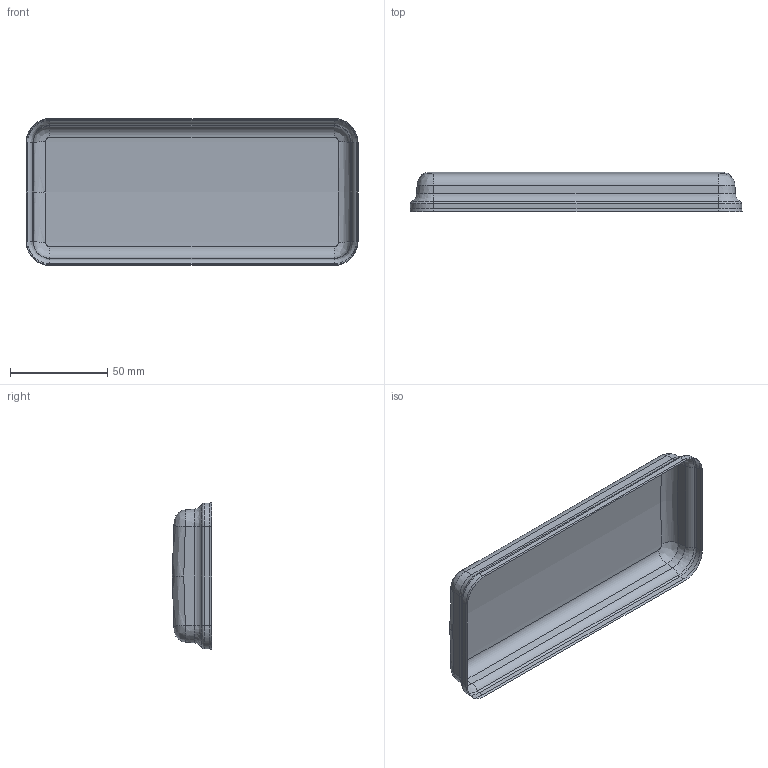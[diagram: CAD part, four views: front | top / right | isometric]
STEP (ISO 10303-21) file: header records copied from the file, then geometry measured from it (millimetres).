
FILE_DESCRIPTION (( 'STEP AP203' ), '1' );
FILE_NAME ('1030-TOP-002.STEP', '2005-05-05T22:59:03', ( ' ' ), ( ' ' ), 'SwSTEP 2.0', 'SolidWorks 2004286', '' );
FILE_SCHEMA (( 'CONFIG_CONTROL_DESIGN' ));
Length unit declared in the file: inch
Products named in the file (1): 1030-TOP-002
Bounding box: 170.72 x 20.28 x 75.47 mm (x, y, z)
Surface area: 19249.8 mm2 (no closed solid volume)
Topology: 0 solids, 1 shells, 50 faces, 107 edges, 58 vertices
Faces by surface type: cylinder 15, bspline 15, plane 12, cone 8
Entity records: 2592 total; most frequent: CARTESIAN_POINT 1527, ORIENTED_EDGE 206, DIRECTION 198, EDGE_CURVE 107, AXIS2_PLACEMENT_3D 77, VERTEX_POINT 58, EDGE_LOOP 50, ADVANCED_FACE 50
